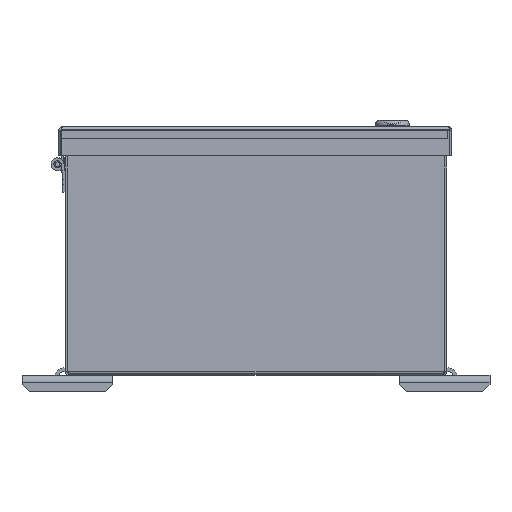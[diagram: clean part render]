
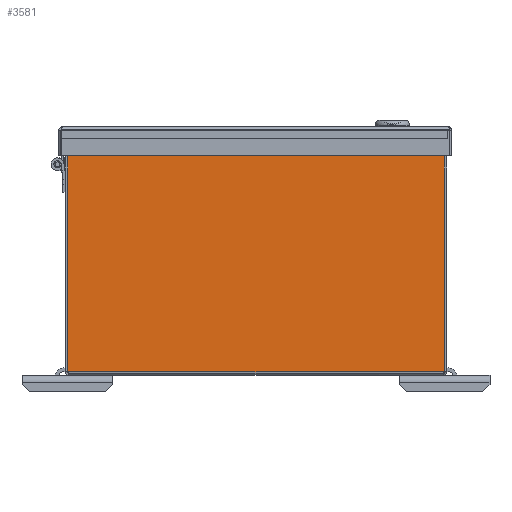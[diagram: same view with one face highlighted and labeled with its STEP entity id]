
A CAD part, front view. The second image highlights one B-rep face of the part: STEP entity #3581.
In plain terms, the highlighted planar face has unit normal (0, -1, 0).
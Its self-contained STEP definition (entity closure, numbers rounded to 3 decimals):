
#3581 = ADVANCED_FACE( '', ( #7689 ), #7690, .F. );
#7689 = FACE_OUTER_BOUND( '', #25245, .T. );
#7690 = PLANE( '', #25246 );
#25245 = EDGE_LOOP( '', ( #49550, #49551, #49552, #49553, #49554, #49555 ) );
#25246 = AXIS2_PLACEMENT_3D( '', #49556, #49557, #49558 );
#49550 = ORIENTED_EDGE( '', *, *, #60108, .T. );
#49551 = ORIENTED_EDGE( '', *, *, #62029, .F. );
#49552 = ORIENTED_EDGE( '', *, *, #62030, .T. );
#49553 = ORIENTED_EDGE( '', *, *, #59825, .T. );
#49554 = ORIENTED_EDGE( '', *, *, #62031, .T. );
#49555 = ORIENTED_EDGE( '', *, *, #62032, .T. );
#49556 = CARTESIAN_POINT( '', ( -876.148, -457.2, 0. ) );
#49557 = DIRECTION( '', ( 0., 1., 0. ) );
#49558 = DIRECTION( '', ( 0., 0., 1. ) );
#59825 = EDGE_CURVE( '', #65246, #65250, #65252, .F. );
#60108 = EDGE_CURVE( '', #65737, #65735, #65738, .T. );
#62029 = EDGE_CURVE( '', #68817, #65735, #68818, .T. );
#62030 = EDGE_CURVE( '', #68817, #65246, #68819, .T. );
#62031 = EDGE_CURVE( '', #65250, #68820, #68821, .T. );
#62032 = EDGE_CURVE( '', #68820, #65737, #68822, .T. );
#65246 = VERTEX_POINT( '', #73575 );
#65250 = VERTEX_POINT( '', #73581 );
#65252 = LINE( '', #73584, #73585 );
#65735 = VERTEX_POINT( '', #74707 );
#65737 = VERTEX_POINT( '', #74710 );
#65738 = LINE( '', #74711, #74712 );
#68817 = VERTEX_POINT( '', #82183 );
#68818 = LINE( '', #82184, #82185 );
#68819 = LINE( '', #82186, #82187 );
#68820 = VERTEX_POINT( '', #82188 );
#68821 = LINE( '', #82189, #82190 );
#68822 = LINE( '', #82191, #82192 );
#73575 = CARTESIAN_POINT( '', ( -125.473, -457.2, 150.053 ) );
#73581 = CARTESIAN_POINT( '', ( -125.473, -457.2, 2.337 ) );
#73584 = CARTESIAN_POINT( '', ( -125.473, -457.2, 0. ) );
#73585 = VECTOR( '', #90947, 1000. );
#74707 = CARTESIAN_POINT( '', ( 125.463, -457.2, 150.063 ) );
#74710 = CARTESIAN_POINT( '', ( 125.473, -457.2, 150.053 ) );
#74711 = CARTESIAN_POINT( '', ( 126.008, -457.2, 149.518 ) );
#74712 = VECTOR( '', #91218, 1000. );
#82183 = CARTESIAN_POINT( '', ( -125.463, -457.2, 150.063 ) );
#82184 = CARTESIAN_POINT( '', ( -876.148, -457.2, 150.063 ) );
#82185 = VECTOR( '', #92696, 1000. );
#82186 = CARTESIAN_POINT( '', ( -115.617, -457.2, 159.909 ) );
#82187 = VECTOR( '', #92697, 1000. );
#82188 = CARTESIAN_POINT( '', ( 125.473, -457.2, 2.337 ) );
#82189 = CARTESIAN_POINT( '', ( -876.148, -457.2, 2.337 ) );
#82190 = VECTOR( '', #92698, 1000. );
#82191 = CARTESIAN_POINT( '', ( 125.473, -457.2, 0. ) );
#82192 = VECTOR( '', #92699, 1000. );
#90947 = DIRECTION( '', ( 0., 0., 1. ) );
#91218 = DIRECTION( '', ( -0.707, 0., 0.707 ) );
#92696 = DIRECTION( '', ( 1., 0., 0. ) );
#92697 = DIRECTION( '', ( -0.707, 0., -0.707 ) );
#92698 = DIRECTION( '', ( 1., 0., 0. ) );
#92699 = DIRECTION( '', ( 0., 0., 1. ) );
